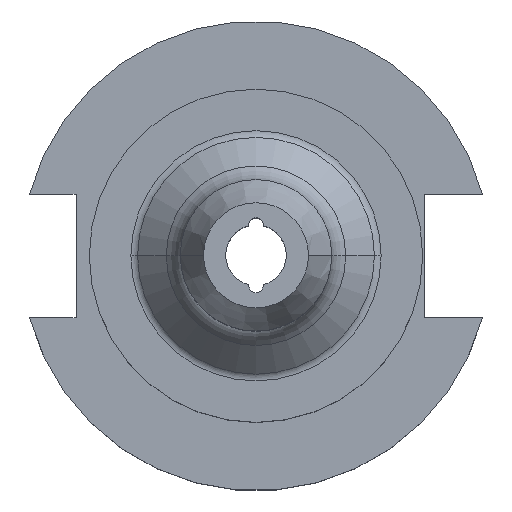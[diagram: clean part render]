
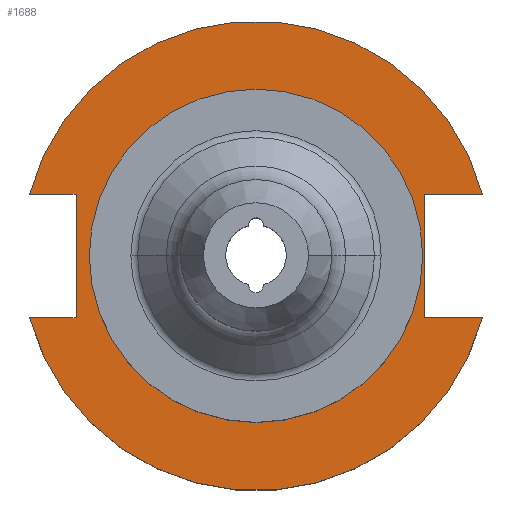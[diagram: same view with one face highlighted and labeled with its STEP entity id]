
A CAD part, top view. The second image highlights one B-rep face of the part: STEP entity #1688.
In plain terms, the highlighted planar face has unit normal (0, 0, 1).
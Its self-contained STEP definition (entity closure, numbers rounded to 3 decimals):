
#7 = DIRECTION ( 'NONE',  ( 0., 1., 0. ) ) ;
#17 = VERTEX_POINT ( 'NONE', #518 ) ;
#31 = ORIENTED_EDGE ( 'NONE', *, *, #1806, .F. ) ;
#48 = ORIENTED_EDGE ( 'NONE', *, *, #1533, .T. ) ;
#56 = EDGE_CURVE ( 'NONE', #766, #1350, #1137, .T. ) ;
#64 = VECTOR ( 'NONE', #863, 1000. ) ;
#96 = CARTESIAN_POINT ( 'NONE',  ( 47.477, 12.954, 19.05 ) ) ;
#115 = VERTEX_POINT ( 'NONE', #1041 ) ;
#132 = EDGE_CURVE ( 'NONE', #115, #17, #483, .T. ) ;
#137 = CARTESIAN_POINT ( 'NONE',  ( 35.306, -12.954, 19.05 ) ) ;
#158 = FACE_OUTER_BOUND ( 'NONE', #707, .T. ) ;
#167 = LINE ( 'NONE', #2057, #893 ) ;
#191 = DIRECTION ( 'NONE',  ( 0., 0., 1. ) ) ;
#218 = DIRECTION ( 'NONE',  ( -1., 0., 0. ) ) ;
#239 = VERTEX_POINT ( 'NONE', #96 ) ;
#264 = DIRECTION ( 'NONE',  ( -1., 0., 0. ) ) ;
#273 = LINE ( 'NONE', #1969, #2003 ) ;
#357 = VECTOR ( 'NONE', #218, 1000. ) ;
#379 = CARTESIAN_POINT ( 'NONE',  ( 0., 0., 19.05 ) ) ;
#439 = CARTESIAN_POINT ( 'NONE',  ( 0., 49.212, 19.05 ) ) ;
#483 = LINE ( 'NONE', #1337, #64 ) ;
#498 = ORIENTED_EDGE ( 'NONE', *, *, #132, .F. ) ;
#516 = VERTEX_POINT ( 'NONE', #805 ) ;
#518 = CARTESIAN_POINT ( 'NONE',  ( 35.306, -12.954, 19.05 ) ) ;
#534 = AXIS2_PLACEMENT_3D ( 'NONE', #626, #786, #782 ) ;
#546 = CARTESIAN_POINT ( 'NONE',  ( -63.719, 12.954, 19.05 ) ) ;
#606 = AXIS2_PLACEMENT_3D ( 'NONE', #439, #1250, #2087 ) ;
#608 = ORIENTED_EDGE ( 'NONE', *, *, #1379, .F. ) ;
#626 = CARTESIAN_POINT ( 'NONE',  ( 0., 0., 19.05 ) ) ;
#707 = EDGE_LOOP ( 'NONE', ( #2034, #608, #498, #1592, #48, #799, #2091, #1867 ) ) ;
#715 = CARTESIAN_POINT ( 'NONE',  ( -37.719, 12.954, 19.05 ) ) ;
#718 = DIRECTION ( 'NONE',  ( 0., 0., 1. ) ) ;
#734 = CARTESIAN_POINT ( 'NONE',  ( -47.477, 12.954, 19.05 ) ) ;
#762 = ORIENTED_EDGE ( 'NONE', *, *, #56, .F. ) ;
#766 = VERTEX_POINT ( 'NONE', #2049 ) ;
#782 = DIRECTION ( 'NONE',  ( 1., 0., 0. ) ) ;
#786 = DIRECTION ( 'NONE',  ( 0., 0., 1. ) ) ;
#799 = ORIENTED_EDGE ( 'NONE', *, *, #1102, .F. ) ;
#805 = CARTESIAN_POINT ( 'NONE',  ( -47.477, -12.954, 19.05 ) ) ;
#847 = DIRECTION ( 'NONE',  ( 1., 0., 0. ) ) ;
#863 = DIRECTION ( 'NONE',  ( 0., -1., 0. ) ) ;
#893 = VECTOR ( 'NONE', #264, 1000. ) ;
#979 = AXIS2_PLACEMENT_3D ( 'NONE', #1330, #1000, #1975 ) ;
#1000 = DIRECTION ( 'NONE',  ( 0., 0., 1. ) ) ;
#1041 = CARTESIAN_POINT ( 'NONE',  ( 35.306, 12.954, 19.05 ) ) ;
#1065 = VERTEX_POINT ( 'NONE', #1499 ) ;
#1102 = EDGE_CURVE ( 'NONE', #1273, #1866, #1539, .T. ) ;
#1137 = CIRCLE ( 'NONE', #979, 34.925 ) ;
#1172 = EDGE_CURVE ( 'NONE', #2067, #1273, #1764, .T. ) ;
#1250 = DIRECTION ( 'NONE',  ( 0., 0., 1. ) ) ;
#1269 = CARTESIAN_POINT ( 'NONE',  ( -37.719, 12.954, 19.05 ) ) ;
#1273 = VERTEX_POINT ( 'NONE', #715 ) ;
#1284 = CARTESIAN_POINT ( 'NONE',  ( -37.719, -12.954, 19.05 ) ) ;
#1292 = FACE_BOUND ( 'NONE', #1421, .T. ) ;
#1329 = EDGE_CURVE ( 'NONE', #239, #115, #167, .T. ) ;
#1330 = CARTESIAN_POINT ( 'NONE',  ( 0., 0., 19.05 ) ) ;
#1337 = CARTESIAN_POINT ( 'NONE',  ( 35.306, 12.954, 19.05 ) ) ;
#1345 = LINE ( 'NONE', #137, #1731 ) ;
#1350 = VERTEX_POINT ( 'NONE', #1909 ) ;
#1379 = EDGE_CURVE ( 'NONE', #17, #1065, #1345, .T. ) ;
#1421 = EDGE_LOOP ( 'NONE', ( #762, #31 ) ) ;
#1499 = CARTESIAN_POINT ( 'NONE',  ( 47.477, -12.954, 19.05 ) ) ;
#1533 = EDGE_CURVE ( 'NONE', #239, #1866, #1856, .T. ) ;
#1539 = LINE ( 'NONE', #546, #357 ) ;
#1576 = PLANE ( 'NONE',  #606 ) ;
#1581 = EDGE_CURVE ( 'NONE', #516, #2067, #273, .T. ) ;
#1592 = ORIENTED_EDGE ( 'NONE', *, *, #1329, .F. ) ;
#1668 = CARTESIAN_POINT ( 'NONE',  ( 0., 0., 19.05 ) ) ;
#1671 = DIRECTION ( 'NONE',  ( 1., 0., 0. ) ) ;
#1688 = ADVANCED_FACE ( 'NONE', ( #1292, #158 ), #1576, .T. ) ;
#1731 = VECTOR ( 'NONE', #2048, 1000. ) ;
#1739 = AXIS2_PLACEMENT_3D ( 'NONE', #379, #718, #1671 ) ;
#1764 = LINE ( 'NONE', #1269, #2039 ) ;
#1779 = CIRCLE ( 'NONE', #1739, 34.925 ) ;
#1806 = EDGE_CURVE ( 'NONE', #1350, #766, #1779, .T. ) ;
#1817 = DIRECTION ( 'NONE',  ( 1., 0., 0. ) ) ;
#1856 = CIRCLE ( 'NONE', #1962, 49.212 ) ;
#1866 = VERTEX_POINT ( 'NONE', #734 ) ;
#1867 = ORIENTED_EDGE ( 'NONE', *, *, #1581, .F. ) ;
#1909 = CARTESIAN_POINT ( 'NONE',  ( -34.925, 0., 19.05 ) ) ;
#1962 = AXIS2_PLACEMENT_3D ( 'NONE', #1668, #191, #847 ) ;
#1969 = CARTESIAN_POINT ( 'NONE',  ( -63.719, -12.954, 19.05 ) ) ;
#1972 = EDGE_CURVE ( 'NONE', #516, #1065, #2079, .T. ) ;
#1975 = DIRECTION ( 'NONE',  ( 1., 0., 0. ) ) ;
#2003 = VECTOR ( 'NONE', #1817, 1000. ) ;
#2034 = ORIENTED_EDGE ( 'NONE', *, *, #1972, .T. ) ;
#2039 = VECTOR ( 'NONE', #7, 1000. ) ;
#2048 = DIRECTION ( 'NONE',  ( 1., 0., 0. ) ) ;
#2049 = CARTESIAN_POINT ( 'NONE',  ( 34.925, 0., 19.05 ) ) ;
#2057 = CARTESIAN_POINT ( 'NONE',  ( 35.306, 12.954, 19.05 ) ) ;
#2067 = VERTEX_POINT ( 'NONE', #1284 ) ;
#2079 = CIRCLE ( 'NONE', #534, 49.212 ) ;
#2087 = DIRECTION ( 'NONE',  ( 1., 0., 0. ) ) ;
#2091 = ORIENTED_EDGE ( 'NONE', *, *, #1172, .F. ) ;
